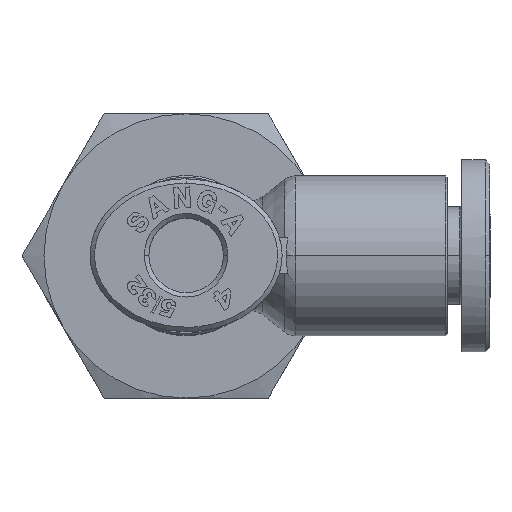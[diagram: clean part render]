
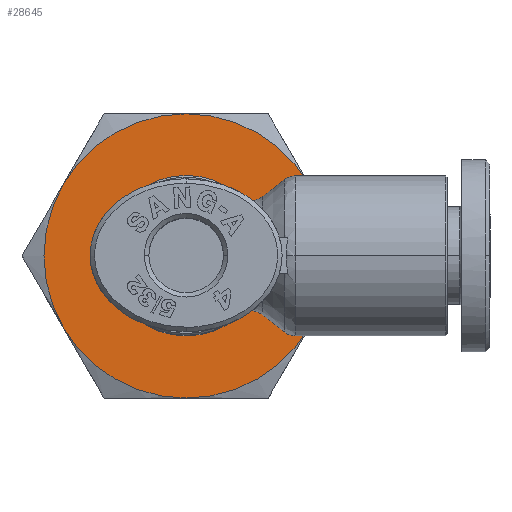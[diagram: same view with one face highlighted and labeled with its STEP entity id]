
A CAD part, top view. The second image highlights one B-rep face of the part: STEP entity #28645.
In plain terms, the highlighted planar face has unit normal (0, 0, 1).
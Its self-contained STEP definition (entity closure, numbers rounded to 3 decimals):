
#527 = CARTESIAN_POINT ( 'NONE',  ( -5.3, -4.501, -4.8 ) ) ;
#1603 = EDGE_LOOP ( 'NONE', ( #28560, #8555 ) ) ;
#1612 = AXIS2_PLACEMENT_3D ( 'NONE', #8954, #13464, #29133 ) ;
#2845 = EDGE_CURVE ( 'NONE', #8414, #16887, #29640, .T. ) ;
#2975 = AXIS2_PLACEMENT_3D ( 'NONE', #28670, #21856, #24161 ) ;
#3034 = CARTESIAN_POINT ( 'NONE',  ( -5.3, 0., -4.8 ) ) ;
#3269 = CIRCLE ( 'NONE', #12413, 8. ) ;
#3342 = DIRECTION ( 'NONE',  ( 0., 0., -1. ) ) ;
#3536 = CARTESIAN_POINT ( 'NONE',  ( -5.3, -8., -4.8 ) ) ;
#4984 = AXIS2_PLACEMENT_3D ( 'NONE', #7345, #16095, #22941 ) ;
#5473 = AXIS2_PLACEMENT_3D ( 'NONE', #3034, #19035, #17232 ) ;
#5918 = DIRECTION ( 'NONE',  ( 0., 1., 0. ) ) ;
#6067 = FACE_BOUND ( 'NONE', #1603, .T. ) ;
#6513 = ORIENTED_EDGE ( 'NONE', *, *, #2845, .F. ) ;
#7345 = CARTESIAN_POINT ( 'NONE',  ( -5.3, 0., -4.8 ) ) ;
#7607 = VERTEX_POINT ( 'NONE', #527 ) ;
#8226 = CARTESIAN_POINT ( 'NONE',  ( 1.628, 4., -4.8 ) ) ;
#8414 = VERTEX_POINT ( 'NONE', #8226 ) ;
#8555 = ORIENTED_EDGE ( 'NONE', *, *, #13775, .F. ) ;
#8954 = CARTESIAN_POINT ( 'NONE',  ( -5.3, 0., -4.8 ) ) ;
#9108 = EDGE_LOOP ( 'NONE', ( #18074, #15774, #13417, #6513, #21757, #14439 ) ) ;
#10204 = AXIS2_PLACEMENT_3D ( 'NONE', #24300, #12658, #5918 ) ;
#10408 = CARTESIAN_POINT ( 'NONE',  ( -5.3, 8., -4.8 ) ) ;
#11022 = VERTEX_POINT ( 'NONE', #23620 ) ;
#11091 = EDGE_CURVE ( 'NONE', #16887, #23251, #3269, .T. ) ;
#11741 = DIRECTION ( 'NONE',  ( 0., 1., 0. ) ) ;
#12004 = CARTESIAN_POINT ( 'NONE',  ( -5.3, 0., -4.8 ) ) ;
#12027 = CARTESIAN_POINT ( 'NONE',  ( -5.3, 0., -4.8 ) ) ;
#12280 = CARTESIAN_POINT ( 'NONE',  ( -5.3, 0., -4.8 ) ) ;
#12322 = VERTEX_POINT ( 'NONE', #27247 ) ;
#12413 = AXIS2_PLACEMENT_3D ( 'NONE', #21627, #14956, #28437 ) ;
#12567 = CIRCLE ( 'NONE', #24011, 4.501 ) ;
#12621 = CIRCLE ( 'NONE', #4984, 4.501 ) ;
#12658 = DIRECTION ( 'NONE',  ( 0., 0., -1. ) ) ;
#12716 = PLANE ( 'NONE',  #2975 ) ;
#13417 = ORIENTED_EDGE ( 'NONE', *, *, #11091, .F. ) ;
#13464 = DIRECTION ( 'NONE',  ( 0., 0., -1. ) ) ;
#13775 = EDGE_CURVE ( 'NONE', #7607, #11022, #12621, .T. ) ;
#14439 = ORIENTED_EDGE ( 'NONE', *, *, #18622, .F. ) ;
#14449 = CARTESIAN_POINT ( 'NONE',  ( 1.628, -4., -4.8 ) ) ;
#14956 = DIRECTION ( 'NONE',  ( 0., 0., -1. ) ) ;
#15106 = CIRCLE ( 'NONE', #5473, 8. ) ;
#15774 = ORIENTED_EDGE ( 'NONE', *, *, #18972, .F. ) ;
#16095 = DIRECTION ( 'NONE',  ( 0., 0., 1. ) ) ;
#16135 = VERTEX_POINT ( 'NONE', #10408 ) ;
#16887 = VERTEX_POINT ( 'NONE', #14449 ) ;
#16917 = EDGE_CURVE ( 'NONE', #16135, #8414, #15106, .T. ) ;
#17232 = DIRECTION ( 'NONE',  ( 0., 1., 0. ) ) ;
#18074 = ORIENTED_EDGE ( 'NONE', *, *, #28755, .F. ) ;
#18231 = CARTESIAN_POINT ( 'NONE',  ( -12.228, 4., -4.8 ) ) ;
#18622 = EDGE_CURVE ( 'NONE', #24198, #16135, #27206, .T. ) ;
#18687 = DIRECTION ( 'NONE',  ( 0., 0., -1. ) ) ;
#18972 = EDGE_CURVE ( 'NONE', #23251, #12322, #19621, .T. ) ;
#19035 = DIRECTION ( 'NONE',  ( 0., 0., -1. ) ) ;
#19621 = CIRCLE ( 'NONE', #1612, 8. ) ;
#19688 = AXIS2_PLACEMENT_3D ( 'NONE', #12280, #3342, #28250 ) ;
#21069 = DIRECTION ( 'NONE',  ( 0., 1., 0. ) ) ;
#21627 = CARTESIAN_POINT ( 'NONE',  ( -5.3, 0., -4.8 ) ) ;
#21757 = ORIENTED_EDGE ( 'NONE', *, *, #16917, .F. ) ;
#21856 = DIRECTION ( 'NONE',  ( 0., 0., -1. ) ) ;
#22941 = DIRECTION ( 'NONE',  ( 0., 1., 0. ) ) ;
#23076 = DIRECTION ( 'NONE',  ( 0., 0., 1. ) ) ;
#23251 = VERTEX_POINT ( 'NONE', #3536 ) ;
#23620 = CARTESIAN_POINT ( 'NONE',  ( -5.3, 4.501, -4.8 ) ) ;
#24011 = AXIS2_PLACEMENT_3D ( 'NONE', #12027, #23076, #11741 ) ;
#24161 = DIRECTION ( 'NONE',  ( -1., 0., 0. ) ) ;
#24198 = VERTEX_POINT ( 'NONE', #18231 ) ;
#24300 = CARTESIAN_POINT ( 'NONE',  ( -5.3, 0., -4.8 ) ) ;
#24666 = FACE_OUTER_BOUND ( 'NONE', #9108, .T. ) ;
#24820 = AXIS2_PLACEMENT_3D ( 'NONE', #12004, #18687, #21069 ) ;
#27206 = CIRCLE ( 'NONE', #19688, 8. ) ;
#27247 = CARTESIAN_POINT ( 'NONE',  ( -12.228, -4., -4.8 ) ) ;
#28250 = DIRECTION ( 'NONE',  ( 0., 1., 0. ) ) ;
#28261 = CIRCLE ( 'NONE', #24820, 8. ) ;
#28370 = EDGE_CURVE ( 'NONE', #11022, #7607, #12567, .T. ) ;
#28437 = DIRECTION ( 'NONE',  ( 0., 1., 0. ) ) ;
#28560 = ORIENTED_EDGE ( 'NONE', *, *, #28370, .F. ) ;
#28645 = ADVANCED_FACE ( 'NONE', ( #6067, #24666 ), #12716, .F. ) ;
#28670 = CARTESIAN_POINT ( 'NONE',  ( -5.3, 0., -4.8 ) ) ;
#28755 = EDGE_CURVE ( 'NONE', #12322, #24198, #28261, .T. ) ;
#29133 = DIRECTION ( 'NONE',  ( 0., 1., 0. ) ) ;
#29640 = CIRCLE ( 'NONE', #10204, 8. ) ;
